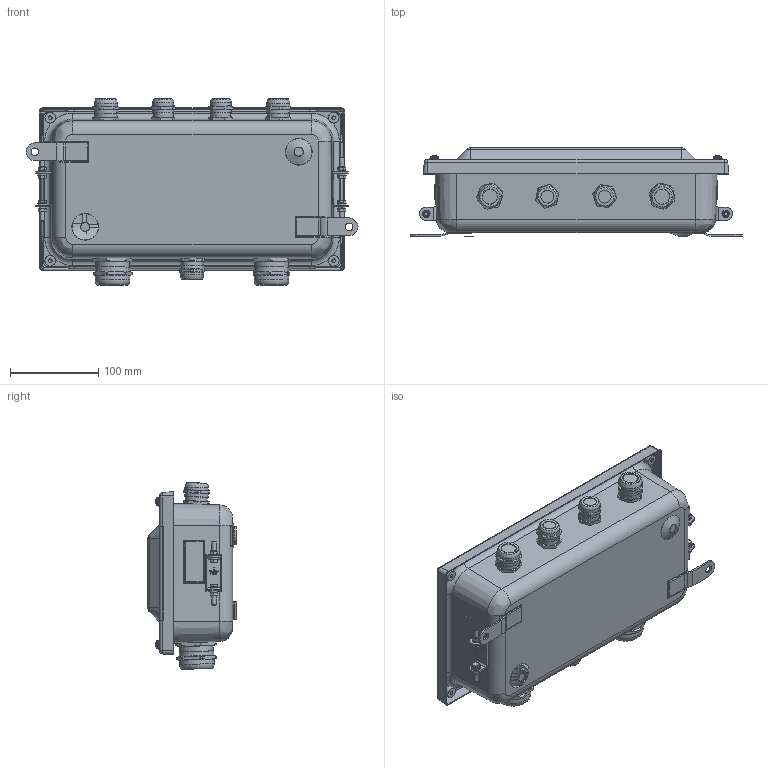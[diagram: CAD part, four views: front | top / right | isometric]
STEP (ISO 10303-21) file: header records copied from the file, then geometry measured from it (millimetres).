
FILE_DESCRIPTION(/* description */ (''),/* implementation_level */ '2;1');
FILE_NAME(/* name */ 'ЗЭТАРУС КС-20.stp',/* time_stamp */ '2022-05-25T16:40:29+07:00',/* author */ ('zeta-09'),/* organization */ (''),/* preprocessor_version */ 'ST-DEVELOPER v18.1',/* originating_system */ 'Autodesk Inventor 2021',/* authorisation */ '');
FILE_SCHEMA (('AUTOMOTIVE_DESIGN { 1 0 10303 214 3 1 1 }'));
Length unit declared in the file: millimetre
Products named in the file (1): Деталь96
Bounding box: 376 x 100 x 211.62 mm (x, y, z)
Volume: 4472929.8 mm3; surface area: 267968.8 mm2
Topology: 1 solids, 1 shells, 964 faces, 2345 edges, 1458 vertices
Faces by surface type: plane 444, cylinder 227, cone 171, torus 83, bspline 31, sphere 8
Full cylindrical faces by diameter (mm): 4.134 x4, 4.567 x8, 5 x16, 5.3 x8, 5.5 x4, 6 x4, 6.7 x4, 8.5 x2, 10 x8, 12 x4, 14.5 x2, 16.8 x3, 22 x2, 23.5 x4, 25 x3, 25.9 x2, 26.5 x6, 38 x2, 39.3 x4
Entity records: 30295 total; most frequent: CARTESIAN_POINT 7259, ORIENTED_EDGE 4666, DIRECTION 4629, EDGE_CURVE 2333, AXIS2_PLACEMENT_3D 1833, VERTEX_POINT 1458, EDGE_LOOP 1083, STYLED_ITEM 965
